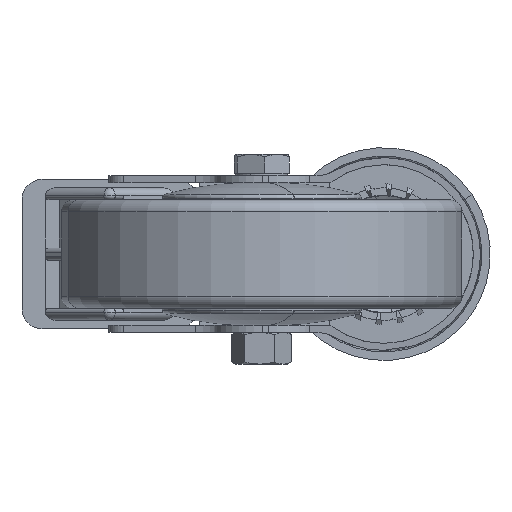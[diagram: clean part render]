
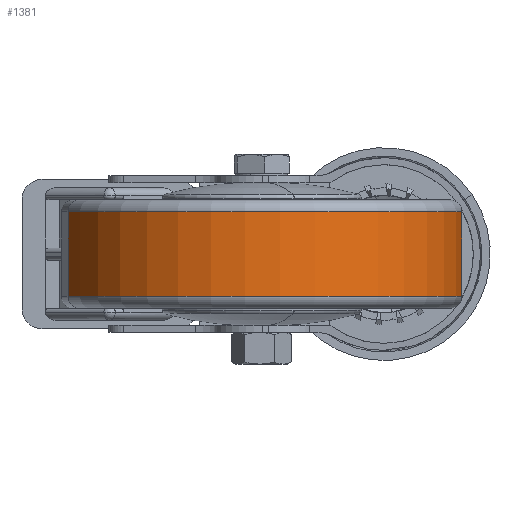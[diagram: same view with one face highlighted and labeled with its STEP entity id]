
A CAD part, front view. The second image highlights one B-rep face of the part: STEP entity #1381.
In plain terms, the highlighted cylindrical face has radius 50 mm (diameter 100 mm), a partial arc.
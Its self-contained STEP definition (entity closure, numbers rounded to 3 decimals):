
#83 = DIRECTION ( 'NONE',  ( 0., 0., -1. ) ) ;
#539 = CARTESIAN_POINT ( 'NONE',  ( 50., 0., 13.5 ) ) ;
#1164 = VERTEX_POINT ( 'NONE', #4951 ) ;
#1381 = ADVANCED_FACE ( 'NONE', ( #9407 ), #2165, .T. ) ;
#1465 = CIRCLE ( 'NONE', #1533, 50. ) ;
#1466 = LINE ( 'NONE', #539, #11707 ) ;
#1533 = AXIS2_PLACEMENT_3D ( 'NONE', #7204, #8989, #9938 ) ;
#2165 = CYLINDRICAL_SURFACE ( 'NONE', #10074, 50. ) ;
#2438 = VECTOR ( 'NONE', #83, 1000. ) ;
#2905 = CARTESIAN_POINT ( 'NONE',  ( 50., 0., -10.5 ) ) ;
#3623 = ORIENTED_EDGE ( 'NONE', *, *, #9293, .T. ) ;
#4609 = EDGE_CURVE ( 'NONE', #5986, #1164, #1465, .T. ) ;
#4705 = CARTESIAN_POINT ( 'NONE',  ( -50., 0., 13.5 ) ) ;
#4951 = CARTESIAN_POINT ( 'NONE',  ( 50., 0., 10.5 ) ) ;
#5249 = CARTESIAN_POINT ( 'NONE',  ( 0., 0., 13.5 ) ) ;
#5421 = EDGE_LOOP ( 'NONE', ( #5781, #3623, #7195, #6633 ) ) ;
#5563 = CARTESIAN_POINT ( 'NONE',  ( -50., 0., 10.5 ) ) ;
#5781 = ORIENTED_EDGE ( 'NONE', *, *, #4609, .T. ) ;
#5786 = VERTEX_POINT ( 'NONE', #2905 ) ;
#5986 = VERTEX_POINT ( 'NONE', #5563 ) ;
#6221 = VERTEX_POINT ( 'NONE', #8029 ) ;
#6633 = ORIENTED_EDGE ( 'NONE', *, *, #10615, .F. ) ;
#7170 = EDGE_CURVE ( 'NONE', #5786, #6221, #8736, .T. ) ;
#7195 = ORIENTED_EDGE ( 'NONE', *, *, #7170, .T. ) ;
#7204 = CARTESIAN_POINT ( 'NONE',  ( 0., 0., 10.5 ) ) ;
#8029 = CARTESIAN_POINT ( 'NONE',  ( -50., 0., -10.5 ) ) ;
#8736 = CIRCLE ( 'NONE', #9972, 50. ) ;
#8940 = DIRECTION ( 'NONE',  ( -1., 0., 0. ) ) ;
#8989 = DIRECTION ( 'NONE',  ( 0., 0., -1. ) ) ;
#9293 = EDGE_CURVE ( 'NONE', #1164, #5786, #1466, .T. ) ;
#9407 = FACE_OUTER_BOUND ( 'NONE', #5421, .T. ) ;
#9524 = DIRECTION ( 'NONE',  ( 0., 0., -1. ) ) ;
#9802 = LINE ( 'NONE', #4705, #2438 ) ;
#9858 = DIRECTION ( 'NONE',  ( 1., 0., 0. ) ) ;
#9938 = DIRECTION ( 'NONE',  ( 1., 0., 0. ) ) ;
#9972 = AXIS2_PLACEMENT_3D ( 'NONE', #10871, #11704, #9858 ) ;
#10074 = AXIS2_PLACEMENT_3D ( 'NONE', #5249, #10791, #8940 ) ;
#10615 = EDGE_CURVE ( 'NONE', #5986, #6221, #9802, .T. ) ;
#10791 = DIRECTION ( 'NONE',  ( 0., 0., -1. ) ) ;
#10871 = CARTESIAN_POINT ( 'NONE',  ( 0., 0., -10.5 ) ) ;
#11704 = DIRECTION ( 'NONE',  ( 0., 0., 1. ) ) ;
#11707 = VECTOR ( 'NONE', #9524, 1000. ) ;
